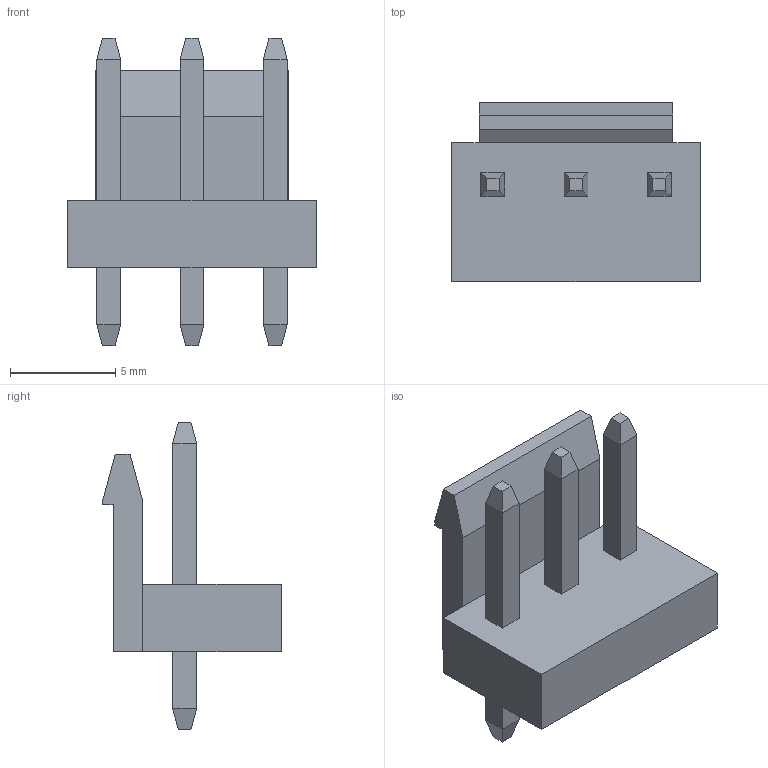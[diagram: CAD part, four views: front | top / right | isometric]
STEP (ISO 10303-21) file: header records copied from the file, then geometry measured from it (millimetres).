
FILE_DESCRIPTION (( 'STEP AP214' ), '1' );
FILE_NAME ('User Library-B3P-VH-BL.STEP', '2016-02-21T17:08:58', ( 'Windows User' ), ( '' ), 'SwSTEP 2.0', 'SolidWorks 2016', '' );
FILE_SCHEMA (( 'AUTOMOTIVE_DESIGN' ));
Length unit declared in the file: millimetre
Products named in the file (3): User Library-B3P-VH-BL_B3P-body blue; User Library-B3P-VH-BL_PinVH; User Library-B3P-VH-BL
Assembly tree (4 placements, depth 2):
  User Library-B3P-VH-BL
    User Library-B3P-VH-BL_PinVH  x3
    User Library-B3P-VH-BL_B3P-body blue
Bounding box: 11.82 x 8.5 x 14.6 mm (x, y, z)
Volume: 411.3 mm3; surface area: 672.1 mm2
Topology: 4 solids, 4 shells, 70 faces, 160 edges, 98 vertices
Faces by surface type: plane 70
Entity records: 1808 total; most frequent: CARTESIAN_POINT 219, ORIENTED_EDGE 208, DIRECTION 202, VECTOR 104, EDGE_CURVE 104, LINE 104, VERTEX_POINT 66, UNCERTAINTY_MEASURE_WITH_UNIT 49
